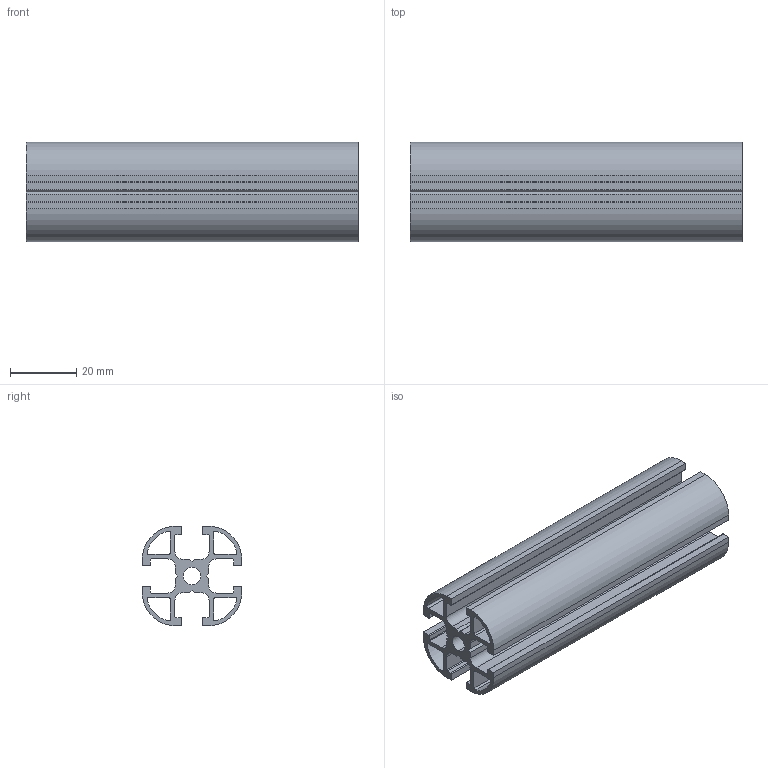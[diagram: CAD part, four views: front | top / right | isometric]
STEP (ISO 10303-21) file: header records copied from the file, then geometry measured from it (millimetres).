
FILE_DESCRIPTION (( 'STEP AP203' ), '1' );
FILE_NAME ('800.029.003.STEP', '2015-02-11T07:46:34', ( '' ), ( '' ), 'SwSTEP 2.0', 'SolidWorks 2012', '' );
FILE_SCHEMA (( 'CONFIG_CONTROL_DESIGN' ));
Length unit declared in the file: millimetre
Products named in the file (1): 800.029.003
Bounding box: 100 x 30 x 30 mm (x, y, z)
Volume: 28588.2 mm3; surface area: 32517.9 mm2
Topology: 1 solids, 1 shells, 106 faces, 312 edges, 208 vertices
Faces by surface type: plane 58, cylinder 48
Entity records: 3649 total; most frequent: CARTESIAN_POINT 627, ORIENTED_EDGE 624, DIRECTION 622, EDGE_CURVE 312, LINE 216, VECTOR 216, VERTEX_POINT 208, AXIS2_PLACEMENT_3D 203
